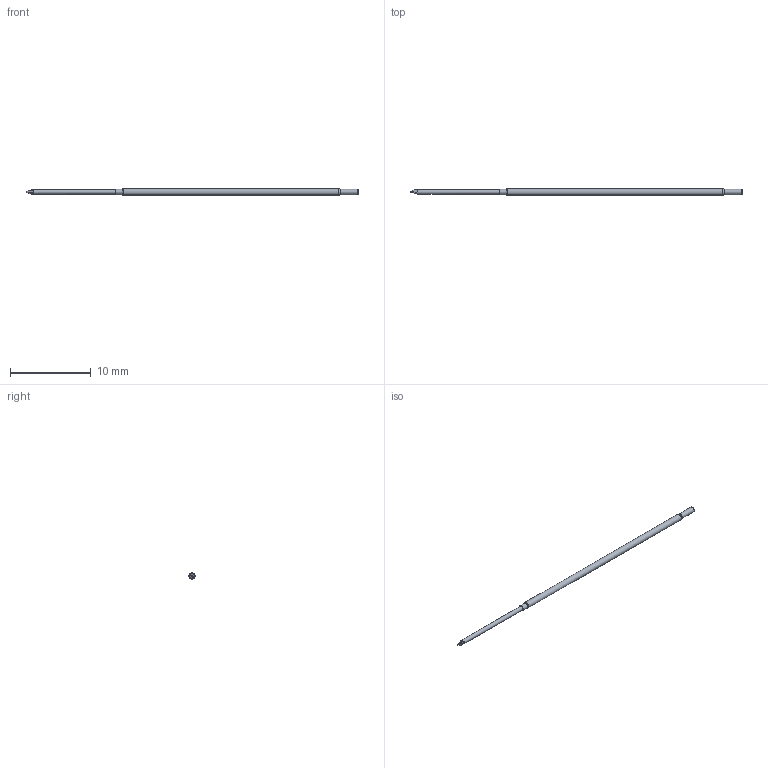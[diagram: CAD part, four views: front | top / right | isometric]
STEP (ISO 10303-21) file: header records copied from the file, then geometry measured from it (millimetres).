
FILE_DESCRIPTION (( 'STEP AP214' ), '1' );
FILE_NAME ('X39-4063.STEP', '2020-04-07T19:19:40', ( '' ), ( '' ), 'SwSTEP 2.0', 'SolidWorks 2019', '' );
FILE_SCHEMA (( 'AUTOMOTIVE_DESIGN' ));
Length unit declared in the file: inch
Products named in the file (1): X39-4063
Bounding box: 41.02 x 0.78 x 0.78 mm (x, y, z)
Volume: 16.3 mm3; surface area: 91 mm2
Topology: 1 solids, 1 shells, 23 faces, 52 edges, 32 vertices
Faces by surface type: bspline 6, torus 5, cone 5, cylinder 4, plane 3
Full cylindrical faces by diameter (mm): 0.531 x1, 0.665 x1, 0.7 x1, 0.782 x1
Entity records: 1704 total; most frequent: CARTESIAN_POINT 960, ORIENTED_EDGE 78, DIRECTION 66, EDGE_CURVE 39, EDGE_LOOP 35, AXIS2_PLACEMENT_3D 33, FACE_OUTER_BOUND 32, VERTEX_POINT 30
